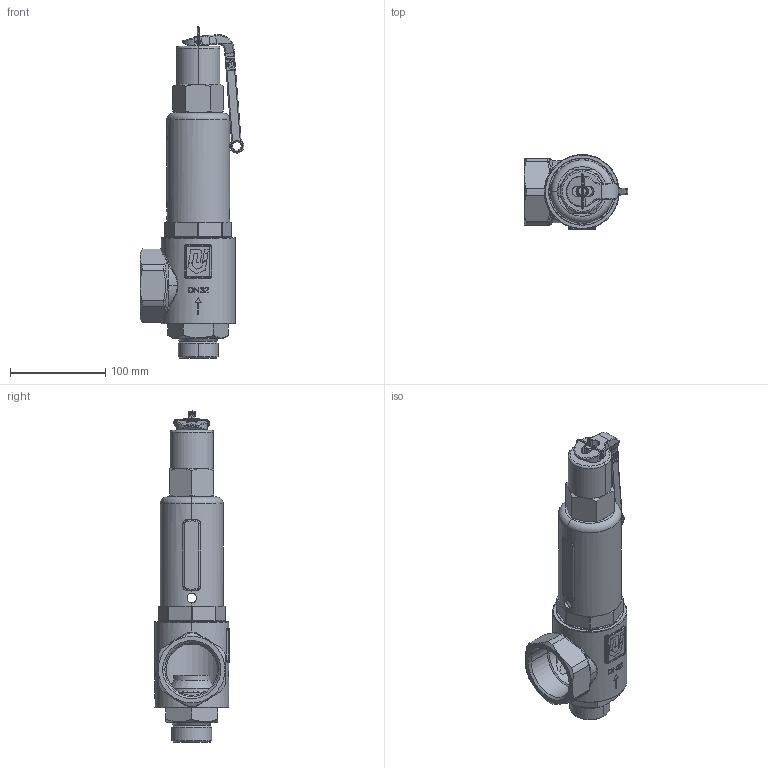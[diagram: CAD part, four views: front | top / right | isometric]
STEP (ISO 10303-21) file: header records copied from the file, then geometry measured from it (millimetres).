
FILE_DESCRIPTION(('HOOPS Exchange Step'),'2;1');
FILE_NAME('SV07-09-DN32-AG-Hebel.stp','2026-01-23T09:45:26+01:00',('nieru'),('Unknown organisation'),'HOOPS Exchange 2024.2','HOOPS Exchange','Unknown authorisation');
FILE_SCHEMA( ('AP203_CONFIGURATION_CONTROLLED_3D_DESIGN_OF_MECHANICAL_PARTS_AND_ASSEMBLIES_MIM_LF') );
Length unit declared in the file: millimetre
Products named in the file (3): 0; root
Assembly tree (2 placements, depth 3):
  root
    0
      0
Bounding box: 109.01 x 78.5 x 348.62 mm (x, y, z)
Volume: 411746.1 mm3; surface area: 175124.7 mm2
Topology: 9 solids, 9 shells, 842 faces, 2104 edges, 1315 vertices
Faces by surface type: plane 321, cylinder 218, bspline 124, torus 89, cone 80, sphere 10
Entity records: 37219 total; most frequent: CARTESIAN_POINT 18437, ORIENTED_EDGE 4208, DIRECTION 3403, EDGE_CURVE 2104, VERTEX_POINT 1315, AXIS2_PLACEMENT_3D 1262, EDGE_LOOP 905, FACE_BOUND 905
